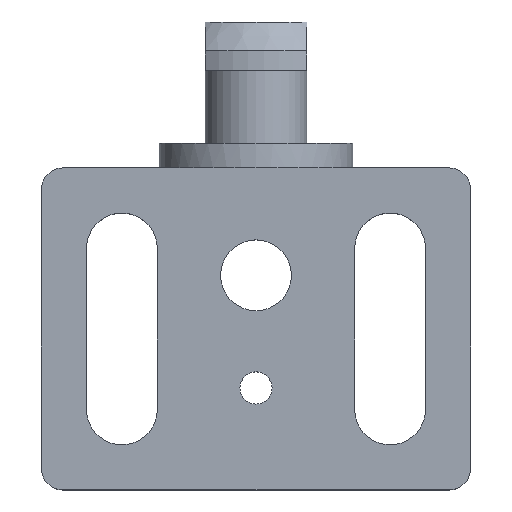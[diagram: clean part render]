
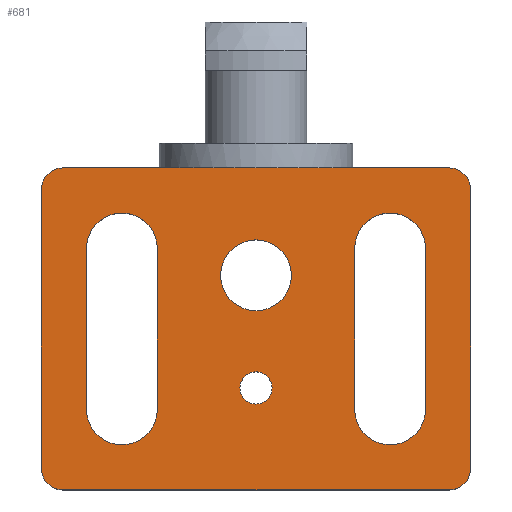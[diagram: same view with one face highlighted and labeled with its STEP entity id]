
A CAD part, top view. The second image highlights one B-rep face of the part: STEP entity #681.
In plain terms, the highlighted planar face has unit normal (0, 0, 1).
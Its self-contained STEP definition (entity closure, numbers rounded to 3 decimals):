
#14=FACE_BOUND('',#94,.T.);
#15=FACE_BOUND('',#95,.T.);
#16=FACE_BOUND('',#96,.T.);
#17=FACE_BOUND('',#97,.T.);
#26=PLANE('',#761);
#58=FACE_OUTER_BOUND('',#93,.T.);
#93=EDGE_LOOP('',(#482,#483,#484,#485,#486,#487,#488,#489,#490,#491));
#94=EDGE_LOOP('',(#492,#493,#494,#495));
#95=EDGE_LOOP('',(#496,#497));
#96=EDGE_LOOP('',(#498,#499,#500,#501));
#97=EDGE_LOOP('',(#502,#503));
#139=LINE('',#1094,#189);
#140=LINE('',#1097,#190);
#143=LINE('',#1104,#193);
#144=LINE('',#1108,#194);
#145=LINE('',#1112,#195);
#146=LINE('',#1115,#196);
#147=LINE('',#1118,#197);
#148=LINE('',#1122,#198);
#149=LINE('',#1126,#199);
#150=LINE('',#1130,#200);
#189=VECTOR('',#885,9.515);
#190=VECTOR('',#888,9.515);
#193=VECTOR('',#895,16.971);
#194=VECTOR('',#898,26.);
#195=VECTOR('',#901,36.);
#196=VECTOR('',#904,26.);
#197=VECTOR('',#905,15.);
#198=VECTOR('',#908,15.);
#199=VECTOR('',#911,15.);
#200=VECTOR('',#914,15.);
#241=CIRCLE('',#744,1.5);
#244=CIRCLE('',#747,1.5);
#245=CIRCLE('',#749,3.3);
#248=CIRCLE('',#752,3.3);
#252=CIRCLE('',#762,2.);
#253=CIRCLE('',#763,2.);
#254=CIRCLE('',#764,2.);
#255=CIRCLE('',#765,2.);
#256=CIRCLE('',#766,3.3);
#257=CIRCLE('',#767,3.3);
#258=CIRCLE('',#768,3.3);
#259=CIRCLE('',#769,3.3);
#280=VERTEX_POINT('',#1035);
#284=VERTEX_POINT('',#1044);
#285=VERTEX_POINT('',#1048);
#286=VERTEX_POINT('',#1049);
#289=VERTEX_POINT('',#1058);
#290=VERTEX_POINT('',#1059);
#300=VERTEX_POINT('',#1092);
#301=VERTEX_POINT('',#1096);
#303=VERTEX_POINT('',#1102);
#304=VERTEX_POINT('',#1105);
#305=VERTEX_POINT('',#1107);
#306=VERTEX_POINT('',#1109);
#307=VERTEX_POINT('',#1111);
#308=VERTEX_POINT('',#1113);
#309=VERTEX_POINT('',#1116);
#310=VERTEX_POINT('',#1117);
#311=VERTEX_POINT('',#1119);
#312=VERTEX_POINT('',#1121);
#313=VERTEX_POINT('',#1124);
#314=VERTEX_POINT('',#1125);
#315=VERTEX_POINT('',#1127);
#316=VERTEX_POINT('',#1129);
#351=EDGE_CURVE('',#285,#286,#241,.T.);
#355=EDGE_CURVE('',#286,#285,#244,.T.);
#356=EDGE_CURVE('',#289,#290,#245,.T.);
#360=EDGE_CURVE('',#290,#289,#248,.T.);
#372=EDGE_CURVE('',#280,#300,#139,.T.);
#373=EDGE_CURVE('',#301,#284,#140,.T.);
#376=EDGE_CURVE('',#303,#301,#252,.T.);
#377=EDGE_CURVE('',#284,#280,#143,.T.);
#378=EDGE_CURVE('',#300,#304,#253,.T.);
#379=EDGE_CURVE('',#304,#305,#144,.T.);
#380=EDGE_CURVE('',#305,#306,#254,.T.);
#381=EDGE_CURVE('',#306,#307,#145,.T.);
#382=EDGE_CURVE('',#307,#308,#255,.T.);
#383=EDGE_CURVE('',#308,#303,#146,.T.);
#384=EDGE_CURVE('',#309,#310,#147,.T.);
#385=EDGE_CURVE('',#311,#309,#256,.T.);
#386=EDGE_CURVE('',#312,#311,#148,.T.);
#387=EDGE_CURVE('',#310,#312,#257,.T.);
#388=EDGE_CURVE('',#313,#314,#149,.T.);
#389=EDGE_CURVE('',#315,#313,#258,.T.);
#390=EDGE_CURVE('',#316,#315,#150,.T.);
#391=EDGE_CURVE('',#314,#316,#259,.T.);
#482=ORIENTED_EDGE('',*,*,#376,.T.);
#483=ORIENTED_EDGE('',*,*,#373,.T.);
#484=ORIENTED_EDGE('',*,*,#377,.T.);
#485=ORIENTED_EDGE('',*,*,#372,.T.);
#486=ORIENTED_EDGE('',*,*,#378,.T.);
#487=ORIENTED_EDGE('',*,*,#379,.T.);
#488=ORIENTED_EDGE('',*,*,#380,.T.);
#489=ORIENTED_EDGE('',*,*,#381,.T.);
#490=ORIENTED_EDGE('',*,*,#382,.T.);
#491=ORIENTED_EDGE('',*,*,#383,.T.);
#492=ORIENTED_EDGE('',*,*,#384,.F.);
#493=ORIENTED_EDGE('',*,*,#385,.F.);
#494=ORIENTED_EDGE('',*,*,#386,.F.);
#495=ORIENTED_EDGE('',*,*,#387,.F.);
#496=ORIENTED_EDGE('',*,*,#356,.F.);
#497=ORIENTED_EDGE('',*,*,#360,.F.);
#498=ORIENTED_EDGE('',*,*,#388,.F.);
#499=ORIENTED_EDGE('',*,*,#389,.F.);
#500=ORIENTED_EDGE('',*,*,#390,.F.);
#501=ORIENTED_EDGE('',*,*,#391,.F.);
#502=ORIENTED_EDGE('',*,*,#351,.F.);
#503=ORIENTED_EDGE('',*,*,#355,.F.);
#681=ADVANCED_FACE('',(#58,#14,#15,#16,#17),#26,.T.);
#744=AXIS2_PLACEMENT_3D('',#1050,#845,#846);
#747=AXIS2_PLACEMENT_3D('',#1056,#852,#853);
#749=AXIS2_PLACEMENT_3D('',#1060,#856,#857);
#752=AXIS2_PLACEMENT_3D('',#1066,#863,#864);
#761=AXIS2_PLACEMENT_3D('',#1101,#891,#892);
#762=AXIS2_PLACEMENT_3D('',#1103,#893,#894);
#763=AXIS2_PLACEMENT_3D('',#1106,#896,#897);
#764=AXIS2_PLACEMENT_3D('',#1110,#899,#900);
#765=AXIS2_PLACEMENT_3D('',#1114,#902,#903);
#766=AXIS2_PLACEMENT_3D('',#1120,#906,#907);
#767=AXIS2_PLACEMENT_3D('',#1123,#909,#910);
#768=AXIS2_PLACEMENT_3D('',#1128,#912,#913);
#769=AXIS2_PLACEMENT_3D('',#1131,#915,#916);
#845=DIRECTION('center_axis',(0.,0.,1.));
#846=DIRECTION('ref_axis',(1.,0.,0.));
#852=DIRECTION('center_axis',(0.,0.,1.));
#853=DIRECTION('ref_axis',(1.,0.,0.));
#856=DIRECTION('center_axis',(0.,0.,1.));
#857=DIRECTION('ref_axis',(1.,0.,0.));
#863=DIRECTION('center_axis',(0.,0.,1.));
#864=DIRECTION('ref_axis',(1.,0.,0.));
#885=DIRECTION('',(-1.,0.,0.));
#888=DIRECTION('',(-1.,0.,0.));
#891=DIRECTION('center_axis',(0.,0.,1.));
#892=DIRECTION('ref_axis',(1.,0.,0.));
#893=DIRECTION('center_axis',(0.,0.,1.));
#894=DIRECTION('ref_axis',(1.,0.,0.));
#895=DIRECTION('',(-1.,0.,0.));
#896=DIRECTION('center_axis',(0.,0.,1.));
#897=DIRECTION('ref_axis',(-1.,0.,0.));
#898=DIRECTION('',(0.,-1.,0.));
#899=DIRECTION('center_axis',(0.,0.,1.));
#900=DIRECTION('ref_axis',(-1.,0.,0.));
#901=DIRECTION('',(1.,0.,0.));
#902=DIRECTION('center_axis',(0.,0.,1.));
#903=DIRECTION('ref_axis',(-1.,0.,0.));
#904=DIRECTION('',(0.,1.,0.));
#905=DIRECTION('',(0.,-1.,0.));
#906=DIRECTION('center_axis',(0.,0.,1.));
#907=DIRECTION('ref_axis',(1.,0.,0.));
#908=DIRECTION('',(0.,1.,0.));
#909=DIRECTION('center_axis',(0.,0.,1.));
#910=DIRECTION('ref_axis',(1.,0.,0.));
#911=DIRECTION('',(0.,-1.,0.));
#912=DIRECTION('center_axis',(0.,0.,1.));
#913=DIRECTION('ref_axis',(-1.,0.,0.));
#914=DIRECTION('',(0.,1.,0.));
#915=DIRECTION('center_axis',(0.,0.,1.));
#916=DIRECTION('ref_axis',(-1.,0.,0.));
#1035=CARTESIAN_POINT('',(-8.485,15.,3.));
#1044=CARTESIAN_POINT('',(8.485,15.,3.));
#1048=CARTESIAN_POINT('',(-1.5,-5.5,3.));
#1049=CARTESIAN_POINT('',(1.5,-5.5,3.));
#1050=CARTESIAN_POINT('Origin',(0.,-5.5,3.));
#1056=CARTESIAN_POINT('Origin',(0.,-5.5,3.));
#1058=CARTESIAN_POINT('',(-3.3,5.,3.));
#1059=CARTESIAN_POINT('',(3.3,5.,3.));
#1060=CARTESIAN_POINT('Origin',(0.,5.,3.));
#1066=CARTESIAN_POINT('Origin',(0.,5.,3.));
#1092=CARTESIAN_POINT('',(-18.,15.,3.));
#1094=CARTESIAN_POINT('',(-8.485,15.,3.));
#1096=CARTESIAN_POINT('',(18.,15.,3.));
#1097=CARTESIAN_POINT('',(18.,15.,3.));
#1101=CARTESIAN_POINT('Origin',(18.,13.,3.));
#1102=CARTESIAN_POINT('',(20.,13.,3.));
#1103=CARTESIAN_POINT('Origin',(18.,13.,3.));
#1104=CARTESIAN_POINT('',(8.485,15.,3.));
#1105=CARTESIAN_POINT('',(-20.,13.,3.));
#1106=CARTESIAN_POINT('Origin',(-18.,13.,3.));
#1107=CARTESIAN_POINT('',(-20.,-13.,3.));
#1108=CARTESIAN_POINT('',(-20.,13.,3.));
#1109=CARTESIAN_POINT('',(-18.,-15.,3.));
#1110=CARTESIAN_POINT('Origin',(-18.,-13.,3.));
#1111=CARTESIAN_POINT('',(18.,-15.,3.));
#1112=CARTESIAN_POINT('',(-18.,-15.,3.));
#1113=CARTESIAN_POINT('',(20.,-13.,3.));
#1114=CARTESIAN_POINT('Origin',(18.,-13.,3.));
#1115=CARTESIAN_POINT('',(20.,-13.,3.));
#1116=CARTESIAN_POINT('',(-15.8,7.5,3.));
#1117=CARTESIAN_POINT('',(-15.8,-7.5,3.));
#1118=CARTESIAN_POINT('',(-15.8,7.5,3.));
#1119=CARTESIAN_POINT('',(-9.2,7.5,3.));
#1120=CARTESIAN_POINT('Origin',(-12.5,7.5,3.));
#1121=CARTESIAN_POINT('',(-9.2,-7.5,3.));
#1122=CARTESIAN_POINT('',(-9.2,-7.5,3.));
#1123=CARTESIAN_POINT('Origin',(-12.5,-7.5,3.));
#1124=CARTESIAN_POINT('',(9.2,7.5,3.));
#1125=CARTESIAN_POINT('',(9.2,-7.5,3.));
#1126=CARTESIAN_POINT('',(9.2,7.5,3.));
#1127=CARTESIAN_POINT('',(15.8,7.5,3.));
#1128=CARTESIAN_POINT('Origin',(12.5,7.5,3.));
#1129=CARTESIAN_POINT('',(15.8,-7.5,3.));
#1130=CARTESIAN_POINT('',(15.8,-7.5,3.));
#1131=CARTESIAN_POINT('Origin',(12.5,-7.5,3.));
